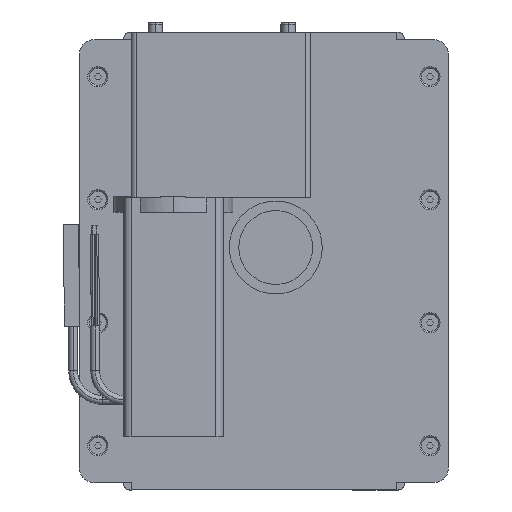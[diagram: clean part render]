
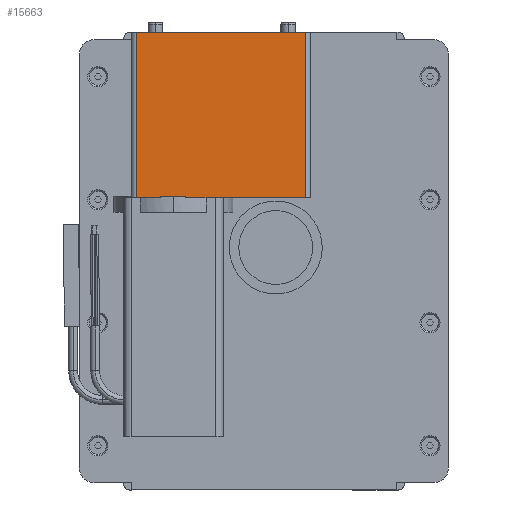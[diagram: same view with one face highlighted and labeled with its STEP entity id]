
A CAD part, left-side view. The second image highlights one B-rep face of the part: STEP entity #15663.
In plain terms, the highlighted planar face has unit normal (-1, 0, 0).
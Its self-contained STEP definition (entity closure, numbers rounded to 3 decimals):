
#1335 = CARTESIAN_POINT ( 'NONE',  ( -184.128, -217.209, 67.762 ) ) ;
#1639 = CARTESIAN_POINT ( 'NONE',  ( -184.128, -200.228, 68.762 ) ) ;
#4621 = CARTESIAN_POINT ( 'NONE',  ( -184.128, -183.589, -90.739 ) ) ;
#8634 = CARTESIAN_POINT ( 'NONE',  ( -184.128, -183.589, 67.762 ) ) ;
#9711 = EDGE_CURVE ( 'NONE', #31652, #60823, #27874, .T. ) ;
#11317 = LINE ( 'NONE', #23402, #76156 ) ;
#11437 = VECTOR ( 'NONE', #82505, 1000. ) ;
#11527 = LINE ( 'NONE', #37050, #18326 ) ;
#12901 = VERTEX_POINT ( 'NONE', #44480 ) ;
#13116 = CARTESIAN_POINT ( 'NONE',  ( -184.128, -183.589, -90.739 ) ) ;
#14647 = ORIENTED_EDGE ( 'NONE', *, *, #20986, .F. ) ;
#14879 = CARTESIAN_POINT ( 'NONE',  ( -184.128, -200.228, 67.762 ) ) ;
#15663 = ADVANCED_FACE ( 'NONE', ( #56817 ), #25044, .T. ) ;
#17374 = DIRECTION ( 'NONE',  ( 0., 0., 1. ) ) ;
#18326 = VECTOR ( 'NONE', #82571, 1000. ) ;
#20834 = CARTESIAN_POINT ( 'NONE',  ( -184.128, -298.089, 179.762 ) ) ;
#20986 = EDGE_CURVE ( 'NONE', #65188, #12901, #37837, .T. ) ;
#21145 = AXIS2_PLACEMENT_3D ( 'NONE', #4621, #36386, #48937 ) ;
#22204 = LINE ( 'NONE', #74493, #74909 ) ;
#22628 = ORIENTED_EDGE ( 'NONE', *, *, #70937, .F. ) ;
#23184 = VECTOR ( 'NONE', #17374, 1000. ) ;
#23402 = CARTESIAN_POINT ( 'NONE',  ( -184.128, -183.589, 67.762 ) ) ;
#24324 = LINE ( 'NONE', #24742, #66331 ) ;
#24742 = CARTESIAN_POINT ( 'NONE',  ( -184.128, -183.589, 179.762 ) ) ;
#25044 = PLANE ( 'NONE',  #21145 ) ;
#27054 = VERTEX_POINT ( 'NONE', #67254 ) ;
#27874 = LINE ( 'NONE', #8634, #50728 ) ;
#31652 = VERTEX_POINT ( 'NONE', #72579 ) ;
#34140 = CARTESIAN_POINT ( 'NONE',  ( -184.128, -183.589, 68.762 ) ) ;
#34553 = DIRECTION ( 'NONE',  ( 0., -1., 0. ) ) ;
#34567 = DIRECTION ( 'NONE',  ( 0., -1., 0. ) ) ;
#36193 = CARTESIAN_POINT ( 'NONE',  ( -184.128, -217.209, 68.762 ) ) ;
#36386 = DIRECTION ( 'NONE',  ( -1., 0., 0. ) ) ;
#37050 = CARTESIAN_POINT ( 'NONE',  ( -184.128, -298.089, -90.739 ) ) ;
#37510 = VECTOR ( 'NONE', #34567, 1000. ) ;
#37837 = LINE ( 'NONE', #36193, #23184 ) ;
#38608 = VERTEX_POINT ( 'NONE', #1639 ) ;
#39423 = ORIENTED_EDGE ( 'NONE', *, *, #9711, .T. ) ;
#41044 = ORIENTED_EDGE ( 'NONE', *, *, #72079, .F. ) ;
#42682 = DIRECTION ( 'NONE',  ( 0., -1., 0. ) ) ;
#44480 = CARTESIAN_POINT ( 'NONE',  ( -184.128, -217.209, 68.762 ) ) ;
#45668 = EDGE_CURVE ( 'NONE', #46930, #57280, #11527, .T. ) ;
#46930 = VERTEX_POINT ( 'NONE', #74719 ) ;
#48937 = DIRECTION ( 'NONE',  ( 0., -1., 0. ) ) ;
#49835 = ORIENTED_EDGE ( 'NONE', *, *, #78961, .F. ) ;
#50728 = VECTOR ( 'NONE', #34553, 1000. ) ;
#56817 = FACE_OUTER_BOUND ( 'NONE', #75950, .T. ) ;
#57005 = LINE ( 'NONE', #13116, #11437 ) ;
#57280 = VERTEX_POINT ( 'NONE', #20834 ) ;
#59216 = LINE ( 'NONE', #34140, #37510 ) ;
#60823 = VERTEX_POINT ( 'NONE', #14879 ) ;
#62737 = EDGE_CURVE ( 'NONE', #65188, #46930, #11317, .T. ) ;
#64746 = EDGE_CURVE ( 'NONE', #38608, #12901, #59216, .T. ) ;
#65188 = VERTEX_POINT ( 'NONE', #1335 ) ;
#66331 = VECTOR ( 'NONE', #69510, 1000. ) ;
#66392 = ORIENTED_EDGE ( 'NONE', *, *, #62737, .T. ) ;
#67030 = ORIENTED_EDGE ( 'NONE', *, *, #64746, .T. ) ;
#67254 = CARTESIAN_POINT ( 'NONE',  ( -184.128, -183.589, 179.762 ) ) ;
#69510 = DIRECTION ( 'NONE',  ( 0., -1., 0. ) ) ;
#70937 = EDGE_CURVE ( 'NONE', #31652, #27054, #57005, .T. ) ;
#72079 = EDGE_CURVE ( 'NONE', #27054, #57280, #24324, .T. ) ;
#72579 = CARTESIAN_POINT ( 'NONE',  ( -184.128, -183.589, 67.762 ) ) ;
#73619 = ORIENTED_EDGE ( 'NONE', *, *, #45668, .T. ) ;
#74493 = CARTESIAN_POINT ( 'NONE',  ( -184.128, -200.228, 68.762 ) ) ;
#74719 = CARTESIAN_POINT ( 'NONE',  ( -184.128, -298.089, 67.762 ) ) ;
#74909 = VECTOR ( 'NONE', #79491, 1000. ) ;
#75950 = EDGE_LOOP ( 'NONE', ( #49835, #67030, #14647, #66392, #73619, #41044, #22628, #39423 ) ) ;
#76156 = VECTOR ( 'NONE', #42682, 1000. ) ;
#78961 = EDGE_CURVE ( 'NONE', #38608, #60823, #22204, .T. ) ;
#79491 = DIRECTION ( 'NONE',  ( 0., 0., -1. ) ) ;
#82505 = DIRECTION ( 'NONE',  ( 0., 0., 1. ) ) ;
#82571 = DIRECTION ( 'NONE',  ( 0., 0., 1. ) ) ;
